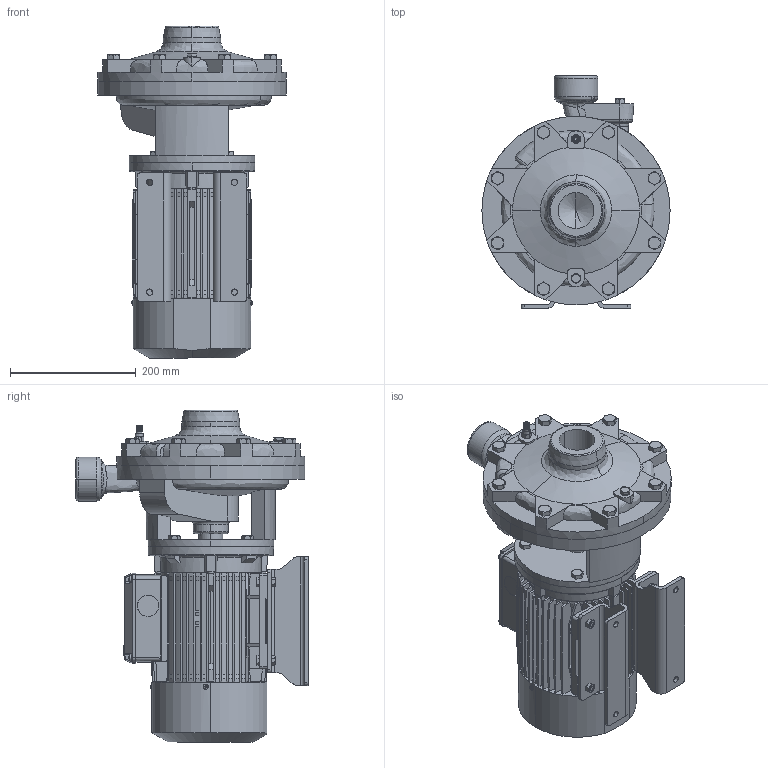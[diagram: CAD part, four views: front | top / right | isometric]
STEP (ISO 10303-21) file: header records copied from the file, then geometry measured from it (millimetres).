
FILE_DESCRIPTION (( 'STEP AP214' ), '1' );
FILE_NAME ('4_93_449_05_REV02.step', '2022-08-04T06:54:05', ( '' ), ( '' ), 'SwSTEP 2.0', 'SolidWorks 2020', '' );
FILE_SCHEMA (( 'AUTOMOTIVE_DESIGN' ));
Length unit declared in the file: millimetre
Products named in the file (2): Copia di 4_93_449_05_REV02^4_93_449_05_REV02; 4_93_449_05_REV02
Assembly tree (1 placements, depth 2):
  4_93_449_05_REV02
    Copia di 4_93_449_05_REV02^4_93_449_05_REV02
Bounding box: 300 x 370 x 529 mm (x, y, z)
Volume: 15133468.9 mm3; surface area: 1341897.6 mm2
Topology: 39 solids, 39 shells, 3641 faces, 10017 edges, 6573 vertices
Faces by surface type: plane 1550, bspline 1345, cylinder 400, cone 328, sphere 14, torus 4
Entity records: 397599 total; most frequent: CARTESIAN_POINT 313300, ORIENTED_EDGE 20006, DIRECTION 12936, EDGE_CURVE 10003, VERTEX_POINT 6573, VECTOR 5838, LINE 5838, EDGE_LOOP 3828
